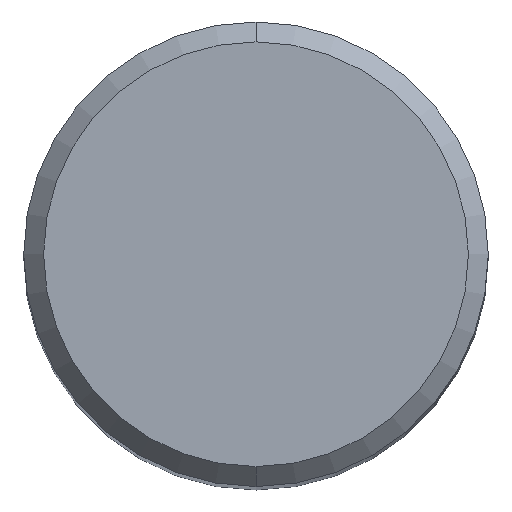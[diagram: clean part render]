
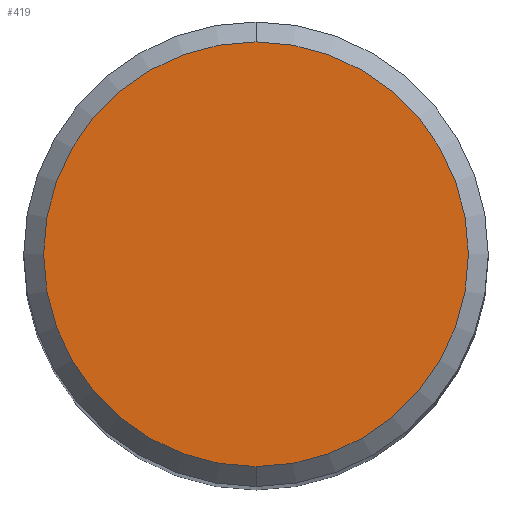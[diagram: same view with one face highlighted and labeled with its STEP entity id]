
A CAD part, top view. The second image highlights one B-rep face of the part: STEP entity #419.
In plain terms, the highlighted planar face has unit normal (0, 0, 1).
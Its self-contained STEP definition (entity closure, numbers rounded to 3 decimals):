
#321=EDGE_CURVE('',#695,#831,#892,.T.);
#419=ADVANCED_FACE('',(#1000),#1001,.T.);
#525=EDGE_CURVE('',#831,#695,#1115,.T.);
#695=VERTEX_POINT('',#1301);
#831=VERTEX_POINT('',#1449);
#892=CIRCLE('',#1526,6.4);
#1000=FACE_OUTER_BOUND('',#2859,.T.);
#1001=PLANE('',#2860);
#1115=CIRCLE('',#3226,6.4);
#1301=CARTESIAN_POINT('',(0.0,6.4,0.0));
#1449=CARTESIAN_POINT('',(0.,-6.4,0.0));
#1526=AXIS2_PLACEMENT_3D('',#7019,#7020,#7021);
#2859=EDGE_LOOP('',(#7137,#7138));
#2860=AXIS2_PLACEMENT_3D('',#7139,#7140,#7141);
#3226=AXIS2_PLACEMENT_3D('',#7260,#7261,#7262);
#7019=CARTESIAN_POINT('',(0.0,0.0,0.0));
#7020=DIRECTION('',(0.0,0.0,-1.0));
#7021=DIRECTION('',(0.0,1.0,0.0));
#7137=ORIENTED_EDGE('',*,*,#321,.F.);
#7138=ORIENTED_EDGE('',*,*,#525,.F.);
#7139=CARTESIAN_POINT('',(0.0,3.2,0.0));
#7140=DIRECTION('',(-0.0,0.0,1.0));
#7141=DIRECTION('',(0.0,-1.0,0.0));
#7260=CARTESIAN_POINT('',(0.0,0.0,0.0));
#7261=DIRECTION('',(0.0,0.0,-1.0));
#7262=DIRECTION('',(0.0,1.0,0.0));
